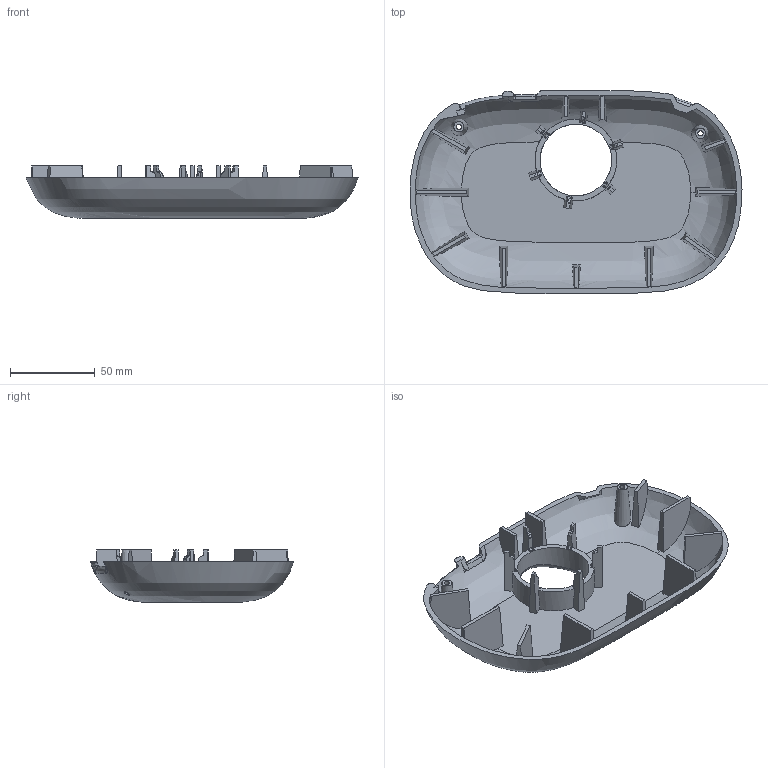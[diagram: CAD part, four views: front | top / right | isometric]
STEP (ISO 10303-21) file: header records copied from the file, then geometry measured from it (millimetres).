
FILE_DESCRIPTION(/* description */ (''),/* implementation_level */ '2;1');
FILE_NAME(/* name */ 'Stylish Belt Synth V4 Plastic Enclosure Bottom.step',/* time_stamp */ '2019-07-18T19:35:05-07:00',/* author */ (''),/* organization */ (''),/* preprocessor_version */ 'ST-DEVELOPER v18',/* originating_system */ 'Autodesk Translation Framework v8.2.0.1029',/* authorisation */ '');
FILE_SCHEMA (('AUTOMOTIVE_DESIGN { 1 0 10303 214 3 1 1 }'));
Length unit declared in the file: millimetre
Products named in the file (1): Stylish Belt Synth V4 Plastic Enclosure
Bounding box: 196.28 x 120.11 x 30.77 mm (x, y, z)
Volume: 42998.6 mm3; surface area: 65172.2 mm2
Topology: 1 solids, 1 shells, 336 faces, 981 edges, 646 vertices
Faces by surface type: plane 128, torus 73, cylinder 64, bspline 45, cone 26
Full cylindrical faces by diameter (mm): 3.048 x2, 42.34 x1
Entity records: 24417 total; most frequent: CARTESIAN_POINT 15938, ORIENTED_EDGE 1958, DIRECTION 1571, EDGE_CURVE 979, VERTEX_POINT 646, AXIS2_PLACEMENT_3D 609, LINE 353, VECTOR 353
